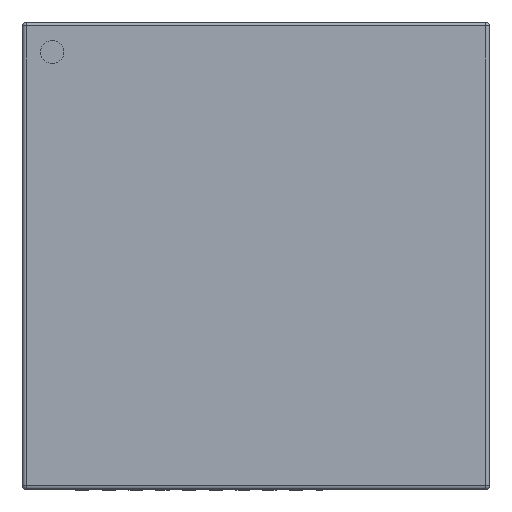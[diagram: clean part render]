
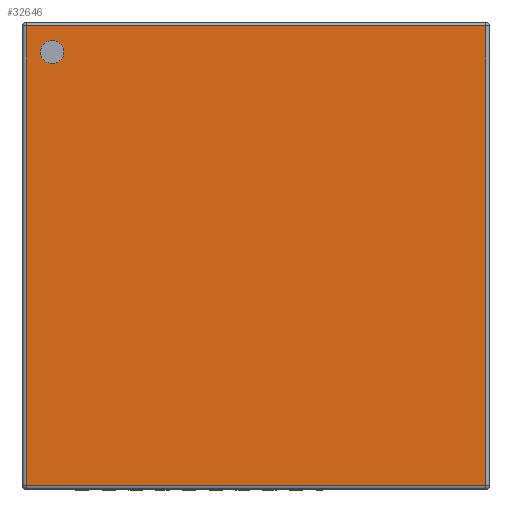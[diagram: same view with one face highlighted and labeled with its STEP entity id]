
A CAD part, top view. The second image highlights one B-rep face of the part: STEP entity #32646.
In plain terms, the highlighted planar face has unit normal (0, 0, 1).
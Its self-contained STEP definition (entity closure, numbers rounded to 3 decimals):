
#7238 = CYLINDRICAL_SURFACE('',#7239,0.05);
#7239 = AXIS2_PLACEMENT_3D('',#7240,#7241,#7242);
#7240 = CARTESIAN_POINT('',(3.44,3.44,0.83));
#7241 = DIRECTION('',(-0.,-1.,-0.));
#7242 = DIRECTION('',(0.,0.,1.));
#27920 = VERTEX_POINT('',#27921);
#27921 = CARTESIAN_POINT('',(3.44,3.44,0.88));
#27943 = VERTEX_POINT('',#27944);
#27944 = CARTESIAN_POINT('',(3.44,-3.44,0.88));
#27969 = EDGE_CURVE('',#27920,#27943,#27970,.T.);
#27970 = SURFACE_CURVE('',#27971,(#27975,#27982),.PCURVE_S1.);
#27971 = LINE('',#27972,#27973);
#27972 = CARTESIAN_POINT('',(3.44,3.44,0.88));
#27973 = VECTOR('',#27974,1.);
#27974 = DIRECTION('',(-0.,-1.,-0.));
#27975 = PCURVE('',#7238,#27976);
#27976 = DEFINITIONAL_REPRESENTATION('',(#27977),#27981);
#27977 = LINE('',#27978,#27979);
#27978 = CARTESIAN_POINT('',(-0.,0.));
#27979 = VECTOR('',#27980,1.);
#27980 = DIRECTION('',(-0.,1.));
#27981 = ( GEOMETRIC_REPRESENTATION_CONTEXT(2) 
PARAMETRIC_REPRESENTATION_CONTEXT() REPRESENTATION_CONTEXT('2D SPACE',''
  ) );
#27982 = PCURVE('',#27983,#27988);
#27983 = PLANE('',#27984);
#27984 = AXIS2_PLACEMENT_3D('',#27985,#27986,#27987);
#27985 = CARTESIAN_POINT('',(-3.49,-3.49,0.88));
#27986 = DIRECTION('',(0.,0.,1.));
#27987 = DIRECTION('',(1.,0.,0.));
#27988 = DEFINITIONAL_REPRESENTATION('',(#27989),#27993);
#27989 = LINE('',#27990,#27991);
#27990 = CARTESIAN_POINT('',(6.93,6.93));
#27991 = VECTOR('',#27992,1.);
#27992 = DIRECTION('',(-0.,-1.));
#27993 = ( GEOMETRIC_REPRESENTATION_CONTEXT(2) 
PARAMETRIC_REPRESENTATION_CONTEXT() REPRESENTATION_CONTEXT('2D SPACE',''
  ) );
#28434 = CYLINDRICAL_SURFACE('',#28435,0.05);
#28435 = AXIS2_PLACEMENT_3D('',#28436,#28437,#28438);
#28436 = CARTESIAN_POINT('',(-3.44,3.44,0.83));
#28437 = DIRECTION('',(-0.,-1.,-0.));
#28438 = DIRECTION('',(-1.,0.,0.));
#28860 = CYLINDRICAL_SURFACE('',#28861,0.05);
#28861 = AXIS2_PLACEMENT_3D('',#28862,#28863,#28864);
#28862 = CARTESIAN_POINT('',(-3.49,-3.44,0.83));
#28863 = DIRECTION('',(1.,0.,0.));
#28864 = DIRECTION('',(0.,-1.,0.));
#30975 = CYLINDRICAL_SURFACE('',#30976,0.05);
#30976 = AXIS2_PLACEMENT_3D('',#30977,#30978,#30979);
#30977 = CARTESIAN_POINT('',(-3.49,3.44,0.83));
#30978 = DIRECTION('',(1.,0.,0.));
#30979 = DIRECTION('',(0.,1.,0.));
#32646 = ADVANCED_FACE('',(#32647,#32717),#27983,.T.);
#32647 = FACE_BOUND('',#32648,.T.);
#32648 = EDGE_LOOP('',(#32649,#32672,#32673,#32696));
#32649 = ORIENTED_EDGE('',*,*,#32650,.T.);
#32650 = EDGE_CURVE('',#32651,#27943,#32653,.T.);
#32651 = VERTEX_POINT('',#32652);
#32652 = CARTESIAN_POINT('',(-3.44,-3.44,0.88));
#32653 = SURFACE_CURVE('',#32654,(#32658,#32665),.PCURVE_S1.);
#32654 = LINE('',#32655,#32656);
#32655 = CARTESIAN_POINT('',(-3.49,-3.44,0.88));
#32656 = VECTOR('',#32657,1.);
#32657 = DIRECTION('',(1.,0.,0.));
#32658 = PCURVE('',#27983,#32659);
#32659 = DEFINITIONAL_REPRESENTATION('',(#32660),#32664);
#32660 = LINE('',#32661,#32662);
#32661 = CARTESIAN_POINT('',(0.,0.05));
#32662 = VECTOR('',#32663,1.);
#32663 = DIRECTION('',(1.,0.));
#32664 = ( GEOMETRIC_REPRESENTATION_CONTEXT(2) 
PARAMETRIC_REPRESENTATION_CONTEXT() REPRESENTATION_CONTEXT('2D SPACE',''
  ) );
#32665 = PCURVE('',#28860,#32666);
#32666 = DEFINITIONAL_REPRESENTATION('',(#32667),#32671);
#32667 = LINE('',#32668,#32669);
#32668 = CARTESIAN_POINT('',(-1.571,0.));
#32669 = VECTOR('',#32670,1.);
#32670 = DIRECTION('',(-0.,1.));
#32671 = ( GEOMETRIC_REPRESENTATION_CONTEXT(2) 
PARAMETRIC_REPRESENTATION_CONTEXT() REPRESENTATION_CONTEXT('2D SPACE',''
  ) );
#32672 = ORIENTED_EDGE('',*,*,#27969,.F.);
#32673 = ORIENTED_EDGE('',*,*,#32674,.F.);
#32674 = EDGE_CURVE('',#32675,#27920,#32677,.T.);
#32675 = VERTEX_POINT('',#32676);
#32676 = CARTESIAN_POINT('',(-3.44,3.44,0.88));
#32677 = SURFACE_CURVE('',#32678,(#32682,#32689),.PCURVE_S1.);
#32678 = LINE('',#32679,#32680);
#32679 = CARTESIAN_POINT('',(-3.49,3.44,0.88));
#32680 = VECTOR('',#32681,1.);
#32681 = DIRECTION('',(1.,0.,0.));
#32682 = PCURVE('',#27983,#32683);
#32683 = DEFINITIONAL_REPRESENTATION('',(#32684),#32688);
#32684 = LINE('',#32685,#32686);
#32685 = CARTESIAN_POINT('',(0.,6.93));
#32686 = VECTOR('',#32687,1.);
#32687 = DIRECTION('',(1.,0.));
#32688 = ( GEOMETRIC_REPRESENTATION_CONTEXT(2) 
PARAMETRIC_REPRESENTATION_CONTEXT() REPRESENTATION_CONTEXT('2D SPACE',''
  ) );
#32689 = PCURVE('',#30975,#32690);
#32690 = DEFINITIONAL_REPRESENTATION('',(#32691),#32695);
#32691 = LINE('',#32692,#32693);
#32692 = CARTESIAN_POINT('',(1.571,0.));
#32693 = VECTOR('',#32694,1.);
#32694 = DIRECTION('',(0.,1.));
#32695 = ( GEOMETRIC_REPRESENTATION_CONTEXT(2) 
PARAMETRIC_REPRESENTATION_CONTEXT() REPRESENTATION_CONTEXT('2D SPACE',''
  ) );
#32696 = ORIENTED_EDGE('',*,*,#32697,.T.);
#32697 = EDGE_CURVE('',#32675,#32651,#32698,.T.);
#32698 = SURFACE_CURVE('',#32699,(#32703,#32710),.PCURVE_S1.);
#32699 = LINE('',#32700,#32701);
#32700 = CARTESIAN_POINT('',(-3.44,3.44,0.88));
#32701 = VECTOR('',#32702,1.);
#32702 = DIRECTION('',(-0.,-1.,-0.));
#32703 = PCURVE('',#27983,#32704);
#32704 = DEFINITIONAL_REPRESENTATION('',(#32705),#32709);
#32705 = LINE('',#32706,#32707);
#32706 = CARTESIAN_POINT('',(0.05,6.93));
#32707 = VECTOR('',#32708,1.);
#32708 = DIRECTION('',(-0.,-1.));
#32709 = ( GEOMETRIC_REPRESENTATION_CONTEXT(2) 
PARAMETRIC_REPRESENTATION_CONTEXT() REPRESENTATION_CONTEXT('2D SPACE',''
  ) );
#32710 = PCURVE('',#28434,#32711);
#32711 = DEFINITIONAL_REPRESENTATION('',(#32712),#32716);
#32712 = LINE('',#32713,#32714);
#32713 = CARTESIAN_POINT('',(-1.571,0.));
#32714 = VECTOR('',#32715,1.);
#32715 = DIRECTION('',(-0.,1.));
#32716 = ( GEOMETRIC_REPRESENTATION_CONTEXT(2) 
PARAMETRIC_REPRESENTATION_CONTEXT() REPRESENTATION_CONTEXT('2D SPACE',''
  ) );
#32717 = FACE_BOUND('',#32718,.T.);
#32718 = EDGE_LOOP('',(#32719));
#32719 = ORIENTED_EDGE('',*,*,#32720,.F.);
#32720 = EDGE_CURVE('',#32721,#32721,#32723,.T.);
#32721 = VERTEX_POINT('',#32722);
#32722 = CARTESIAN_POINT('',(-2.875,-3.05,0.88));
#32723 = SURFACE_CURVE('',#32724,(#32729,#32736),.PCURVE_S1.);
#32724 = CIRCLE('',#32725,0.175);
#32725 = AXIS2_PLACEMENT_3D('',#32726,#32727,#32728);
#32726 = CARTESIAN_POINT('',(-3.05,-3.05,0.88));
#32727 = DIRECTION('',(0.,0.,1.));
#32728 = DIRECTION('',(1.,0.,0.));
#32729 = PCURVE('',#27983,#32730);
#32730 = DEFINITIONAL_REPRESENTATION('',(#32731),#32735);
#32731 = CIRCLE('',#32732,0.175);
#32732 = AXIS2_PLACEMENT_2D('',#32733,#32734);
#32733 = CARTESIAN_POINT('',(0.44,0.44));
#32734 = DIRECTION('',(1.,0.));
#32735 = ( GEOMETRIC_REPRESENTATION_CONTEXT(2) 
PARAMETRIC_REPRESENTATION_CONTEXT() REPRESENTATION_CONTEXT('2D SPACE',''
  ) );
#32736 = PCURVE('',#32737,#32742);
#32737 = CYLINDRICAL_SURFACE('',#32738,0.175);
#32738 = AXIS2_PLACEMENT_3D('',#32739,#32740,#32741);
#32739 = CARTESIAN_POINT('',(-3.05,-3.05,0.88));
#32740 = DIRECTION('',(-0.,-0.,-1.));
#32741 = DIRECTION('',(1.,0.,0.));
#32742 = DEFINITIONAL_REPRESENTATION('',(#32743),#32747);
#32743 = LINE('',#32744,#32745);
#32744 = CARTESIAN_POINT('',(-0.,0.));
#32745 = VECTOR('',#32746,1.);
#32746 = DIRECTION('',(-1.,0.));
#32747 = ( GEOMETRIC_REPRESENTATION_CONTEXT(2) 
PARAMETRIC_REPRESENTATION_CONTEXT() REPRESENTATION_CONTEXT('2D SPACE',''
  ) );
